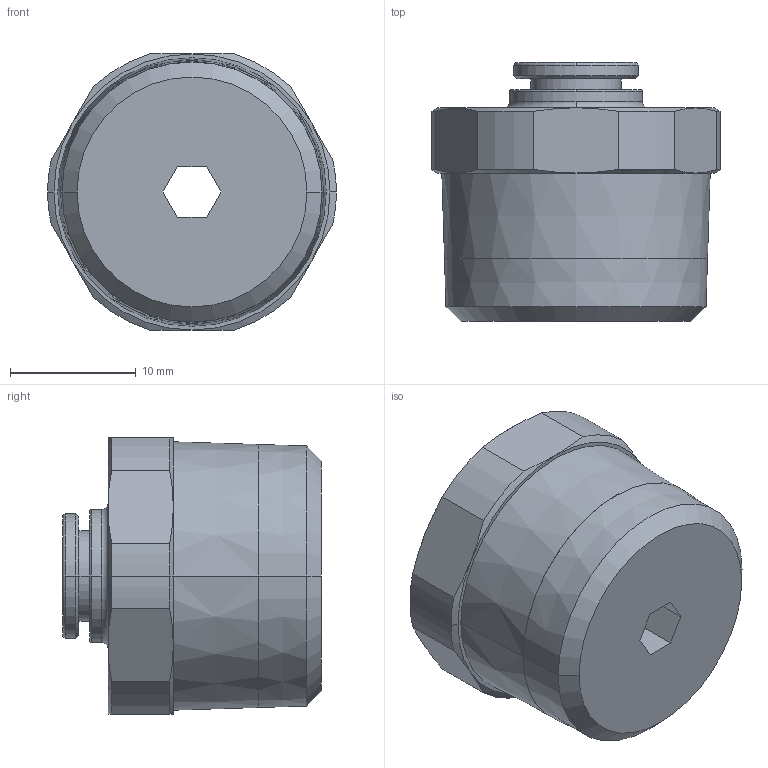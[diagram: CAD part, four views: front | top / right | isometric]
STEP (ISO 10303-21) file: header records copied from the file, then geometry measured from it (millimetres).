
FILE_DESCRIPTION(('STEP AP214'),'1');
FILE_NAME('3175_06_21.stp','2016-07-07T14:14:32',('TraceParts'),('TraceParts S.A.'),'Spatial InterOp 3D',' ',' ');
FILE_SCHEMA(('automotive_design'));
Length unit declared in the file: millimetre
Products named in the file (1): 1
Bounding box: 23 x 20.62 x 22 mm (x, y, z)
Volume: 5984.1 mm3; surface area: 2478.1 mm2
Topology: 1 solids, 1 shells, 67 faces, 159 edges, 101 vertices
Faces by surface type: cone 24, plane 21, cylinder 16, torus 6
Entity records: 1999 total; most frequent: CARTESIAN_POINT 424, DIRECTION 354, ORIENTED_EDGE 318, EDGE_CURVE 159, AXIS2_PLACEMENT_3D 151, VERTEX_POINT 101, CIRCLE 83, EDGE_LOOP 76
